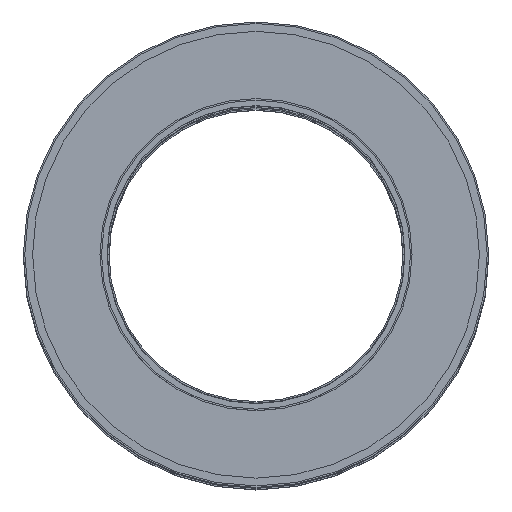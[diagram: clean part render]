
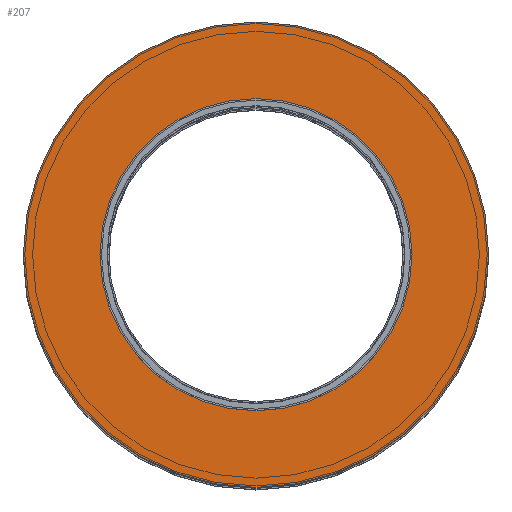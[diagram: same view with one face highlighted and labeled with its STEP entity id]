
A CAD part, top view. The second image highlights one B-rep face of the part: STEP entity #207.
In plain terms, the highlighted planar face has unit normal (0, 0, 1).
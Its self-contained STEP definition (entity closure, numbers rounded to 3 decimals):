
#61 = EDGE_CURVE ( 'NONE', #62, #63, #509, .T. ) ;
#62 = VERTEX_POINT ( 'NONE', #567 ) ;
#63 = VERTEX_POINT ( 'NONE', #566 ) ;
#84 = VERTEX_POINT ( 'NONE', #592 ) ;
#86 = EDGE_CURVE ( 'NONE', #87, #84, #591, .T. ) ;
#87 = VERTEX_POINT ( 'NONE', #586 ) ;
#137 = EDGE_LOOP ( 'NONE', ( #187, #188 ) ) ;
#185 = ORIENTED_EDGE ( 'NONE', *, *, #186, .T. ) ;
#186 = EDGE_CURVE ( 'NONE', #84, #87, #801, .T. ) ;
#187 = ORIENTED_EDGE ( 'NONE', *, *, #61, .F. ) ;
#188 = ORIENTED_EDGE ( 'NONE', *, *, #204, .F. ) ;
#204 = EDGE_CURVE ( 'NONE', #63, #62, #840, .T. ) ;
#207 = ADVANCED_FACE ( 'NONE', ( #831, #830 ), #829, .T. ) ;
#208 = EDGE_LOOP ( 'NONE', ( #209, #185 ) ) ;
#209 = ORIENTED_EDGE ( 'NONE', *, *, #86, .T. ) ;
#509 = CIRCLE ( 'NONE', #571, 104.75 ) ;
#566 = CARTESIAN_POINT ( 'NONE',  ( -104.75, 0., 500. ) ) ;
#567 = CARTESIAN_POINT ( 'NONE',  ( 104.75, 0., 500. ) ) ;
#568 = DIRECTION ( 'NONE',  ( 1., 0., 0. ) ) ;
#569 = DIRECTION ( 'NONE',  ( 0., 0., 1. ) ) ;
#570 = CARTESIAN_POINT ( 'NONE',  ( 0., 0., 500. ) ) ;
#571 = AXIS2_PLACEMENT_3D ( 'NONE', #570, #569, #568 ) ;
#586 = CARTESIAN_POINT ( 'NONE',  ( 156.25, 0., 500. ) ) ;
#587 = DIRECTION ( 'NONE',  ( 1., 0., 0. ) ) ;
#588 = DIRECTION ( 'NONE',  ( 0., 0., 1. ) ) ;
#589 = CARTESIAN_POINT ( 'NONE',  ( 0., 0., 500. ) ) ;
#590 = AXIS2_PLACEMENT_3D ( 'NONE', #589, #588, #587 ) ;
#591 = CIRCLE ( 'NONE', #590, 156.25 ) ;
#592 = CARTESIAN_POINT ( 'NONE',  ( -156.25, 0., 500. ) ) ;
#797 = DIRECTION ( 'NONE',  ( 1., 0., 0. ) ) ;
#798 = DIRECTION ( 'NONE',  ( 0., 0., 1. ) ) ;
#799 = CARTESIAN_POINT ( 'NONE',  ( 0., 0., 500. ) ) ;
#800 = AXIS2_PLACEMENT_3D ( 'NONE', #799, #798, #797 ) ;
#801 = CIRCLE ( 'NONE', #800, 156.25 ) ;
#824 = DIRECTION ( 'NONE',  ( 1., 0., 0. ) ) ;
#825 = DIRECTION ( 'NONE',  ( 0., 0., 1. ) ) ;
#826 = AXIS2_PLACEMENT_3D ( 'NONE', #828, #825, #824 ) ;
#828 = CARTESIAN_POINT ( 'NONE',  ( 0., 104.75, 500. ) ) ;
#829 = PLANE ( 'NONE',  #826 ) ;
#830 = FACE_BOUND ( 'NONE', #137, .T. ) ;
#831 = FACE_OUTER_BOUND ( 'NONE', #208, .T. ) ;
#832 = DIRECTION ( 'NONE',  ( 1., 0., 0. ) ) ;
#833 = DIRECTION ( 'NONE',  ( 0., 0., 1. ) ) ;
#834 = CARTESIAN_POINT ( 'NONE',  ( 0., 0., 500. ) ) ;
#835 = AXIS2_PLACEMENT_3D ( 'NONE', #834, #833, #832 ) ;
#840 = CIRCLE ( 'NONE', #835, 104.75 ) ;
